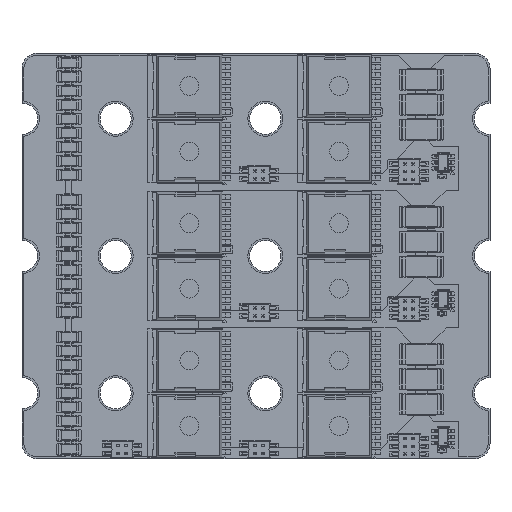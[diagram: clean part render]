
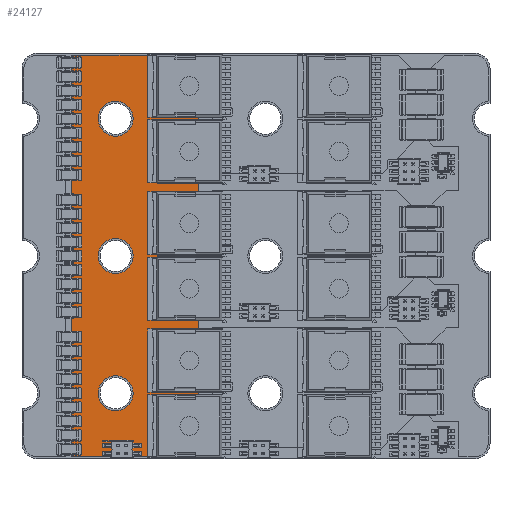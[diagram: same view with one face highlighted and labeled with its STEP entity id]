
A CAD part, top view. The second image highlights one B-rep face of the part: STEP entity #24127.
In plain terms, the highlighted planar face has unit normal (0, 0, 1).
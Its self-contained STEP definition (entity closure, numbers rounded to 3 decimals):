
#23754 = VERTEX_POINT('',#23755);
#23755 = CARTESIAN_POINT('',(-67.,32.076,1.535));
#23761 = EDGE_CURVE('',#23754,#23762,#23764,.T.);
#23762 = VERTEX_POINT('',#23763);
#23763 = CARTESIAN_POINT('',(-66.876,32.2,1.535));
#23764 = CIRCLE('',#23765,0.124);
#23765 = AXIS2_PLACEMENT_3D('',#23766,#23767,#23768);
#23766 = CARTESIAN_POINT('',(-66.876,32.075,1.535));
#23767 = DIRECTION('',(0.,0.,-1.));
#23768 = DIRECTION('',(-1.,0.,0.));
#23794 = EDGE_CURVE('',#23762,#23795,#23797,.T.);
#23795 = VERTEX_POINT('',#23796);
#23796 = CARTESIAN_POINT('',(-46.874,32.2,1.535));
#23797 = LINE('',#23798,#23799);
#23798 = CARTESIAN_POINT('',(-66.876,32.2,1.535));
#23799 = VECTOR('',#23800,1.);
#23800 = DIRECTION('',(1.,0.,0.));
#23825 = EDGE_CURVE('',#23795,#23826,#23828,.T.);
#23826 = VERTEX_POINT('',#23827);
#23827 = CARTESIAN_POINT('',(-46.75,32.076,1.535));
#23828 = CIRCLE('',#23829,0.124);
#23829 = AXIS2_PLACEMENT_3D('',#23830,#23831,#23832);
#23830 = CARTESIAN_POINT('',(-46.874,32.075,1.535));
#23831 = DIRECTION('',(0.,0.,-1.));
#23832 = DIRECTION('',(0.,1.,0.));
#23858 = EDGE_CURVE('',#23826,#23859,#23861,.T.);
#23859 = VERTEX_POINT('',#23860);
#23860 = CARTESIAN_POINT('',(-46.75,-32.076,1.535));
#23861 = LINE('',#23862,#23863);
#23862 = CARTESIAN_POINT('',(-46.75,32.076,1.535));
#23863 = VECTOR('',#23864,1.);
#23864 = DIRECTION('',(0.,-1.,0.));
#23889 = EDGE_CURVE('',#23859,#23890,#23892,.T.);
#23890 = VERTEX_POINT('',#23891);
#23891 = CARTESIAN_POINT('',(-46.874,-32.2,1.535));
#23892 = CIRCLE('',#23893,0.124);
#23893 = AXIS2_PLACEMENT_3D('',#23894,#23895,#23896);
#23894 = CARTESIAN_POINT('',(-46.874,-32.075,1.535));
#23895 = DIRECTION('',(0.,0.,-1.));
#23896 = DIRECTION('',(1.,0.,0.));
#23922 = EDGE_CURVE('',#23890,#23923,#23925,.T.);
#23923 = VERTEX_POINT('',#23924);
#23924 = CARTESIAN_POINT('',(-66.876,-32.2,1.535));
#23925 = LINE('',#23926,#23927);
#23926 = CARTESIAN_POINT('',(-46.874,-32.2,1.535));
#23927 = VECTOR('',#23928,1.);
#23928 = DIRECTION('',(-1.,0.,0.));
#23953 = EDGE_CURVE('',#23923,#23954,#23956,.T.);
#23954 = VERTEX_POINT('',#23955);
#23955 = CARTESIAN_POINT('',(-67.,-32.076,1.535));
#23956 = CIRCLE('',#23957,0.124);
#23957 = AXIS2_PLACEMENT_3D('',#23958,#23959,#23960);
#23958 = CARTESIAN_POINT('',(-66.876,-32.075,1.535));
#23959 = DIRECTION('',(0.,0.,-1.));
#23960 = DIRECTION('',(0.,-1.,-0.));
#23986 = EDGE_CURVE('',#23954,#23754,#23987,.T.);
#23987 = LINE('',#23988,#23989);
#23988 = CARTESIAN_POINT('',(-67.,-32.076,1.535));
#23989 = VECTOR('',#23990,1.);
#23990 = DIRECTION('',(0.,1.,0.));
#24010 = VERTEX_POINT('',#24011);
#24011 = CARTESIAN_POINT('',(-57.195,-22.,1.535));
#24017 = EDGE_CURVE('',#24010,#24010,#24018,.T.);
#24018 = CIRCLE('',#24019,2.805);
#24019 = AXIS2_PLACEMENT_3D('',#24020,#24021,#24022);
#24020 = CARTESIAN_POINT('',(-60.,-22.,1.535));
#24021 = DIRECTION('',(0.,0.,1.));
#24022 = DIRECTION('',(1.,0.,-0.));
#24043 = VERTEX_POINT('',#24044);
#24044 = CARTESIAN_POINT('',(-57.195,0.,1.535));
#24050 = EDGE_CURVE('',#24043,#24043,#24051,.T.);
#24051 = CIRCLE('',#24052,2.805);
#24052 = AXIS2_PLACEMENT_3D('',#24053,#24054,#24055);
#24053 = CARTESIAN_POINT('',(-60.,0.,1.535));
#24054 = DIRECTION('',(0.,0.,1.));
#24055 = DIRECTION('',(1.,0.,-0.));
#24076 = VERTEX_POINT('',#24077);
#24077 = CARTESIAN_POINT('',(-57.195,22.,1.535));
#24083 = EDGE_CURVE('',#24076,#24076,#24084,.T.);
#24084 = CIRCLE('',#24085,2.805);
#24085 = AXIS2_PLACEMENT_3D('',#24086,#24087,#24088);
#24086 = CARTESIAN_POINT('',(-60.,22.,1.535));
#24087 = DIRECTION('',(0.,0.,1.));
#24088 = DIRECTION('',(1.,0.,-0.));
#24127 = ADVANCED_FACE('',(#24128,#24138,#24141,#24144),#24147,.T.);
#24128 = FACE_BOUND('',#24129,.F.);
#24129 = EDGE_LOOP('',(#24130,#24131,#24132,#24133,#24134,#24135,#24136,
    #24137));
#24130 = ORIENTED_EDGE('',*,*,#23761,.T.);
#24131 = ORIENTED_EDGE('',*,*,#23794,.T.);
#24132 = ORIENTED_EDGE('',*,*,#23825,.T.);
#24133 = ORIENTED_EDGE('',*,*,#23858,.T.);
#24134 = ORIENTED_EDGE('',*,*,#23889,.T.);
#24135 = ORIENTED_EDGE('',*,*,#23922,.T.);
#24136 = ORIENTED_EDGE('',*,*,#23953,.T.);
#24137 = ORIENTED_EDGE('',*,*,#23986,.T.);
#24138 = FACE_BOUND('',#24139,.F.);
#24139 = EDGE_LOOP('',(#24140));
#24140 = ORIENTED_EDGE('',*,*,#24017,.T.);
#24141 = FACE_BOUND('',#24142,.F.);
#24142 = EDGE_LOOP('',(#24143));
#24143 = ORIENTED_EDGE('',*,*,#24050,.T.);
#24144 = FACE_BOUND('',#24145,.F.);
#24145 = EDGE_LOOP('',(#24146));
#24146 = ORIENTED_EDGE('',*,*,#24083,.T.);
#24147 = PLANE('',#24148);
#24148 = AXIS2_PLACEMENT_3D('',#24149,#24150,#24151);
#24149 = CARTESIAN_POINT('',(0.,0.,1.535));
#24150 = DIRECTION('',(0.,0.,1.));
#24151 = DIRECTION('',(1.,0.,-0.));
